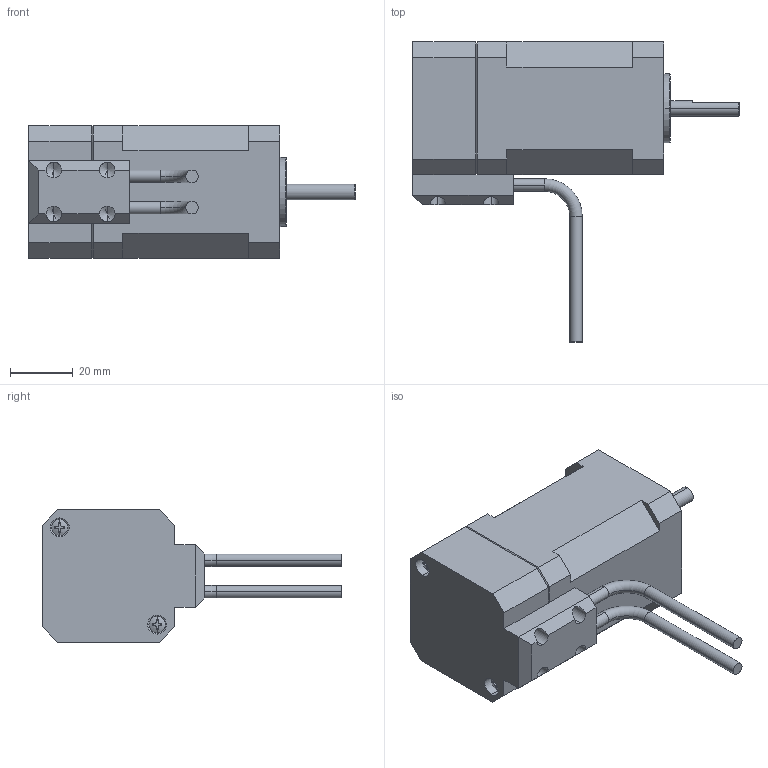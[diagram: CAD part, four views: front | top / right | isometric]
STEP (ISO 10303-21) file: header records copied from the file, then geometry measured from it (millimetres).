
FILE_DESCRIPTION (( 'STEP AP214' ), '1' );
FILE_NAME ('17HS24-2004D-E1K.STEP', '2023-08-03T08:05:59', ( '' ), ( '' ), 'SwSTEP 2.0', 'SolidWorks 2023', '' );
FILE_SCHEMA (( 'AUTOMOTIVE_DESIGN' ));
Length unit declared in the file: millimetre
Products named in the file (1): 17HS24-2004D-E1K
Bounding box: 104 x 95.55 x 42.3 mm (x, y, z)
Volume: 143464.1 mm3; surface area: 20529.4 mm2
Topology: 3 solids, 3 shells, 188 faces, 478 edges, 290 vertices
Faces by surface type: plane 91, cylinder 58, cone 31, torus 4, sphere 4
Entity records: 5562 total; most frequent: CARTESIAN_POINT 1007, DIRECTION 975, ORIENTED_EDGE 916, EDGE_CURVE 458, AXIS2_PLACEMENT_3D 346, VERTEX_POINT 290, LINE 283, VECTOR 283
